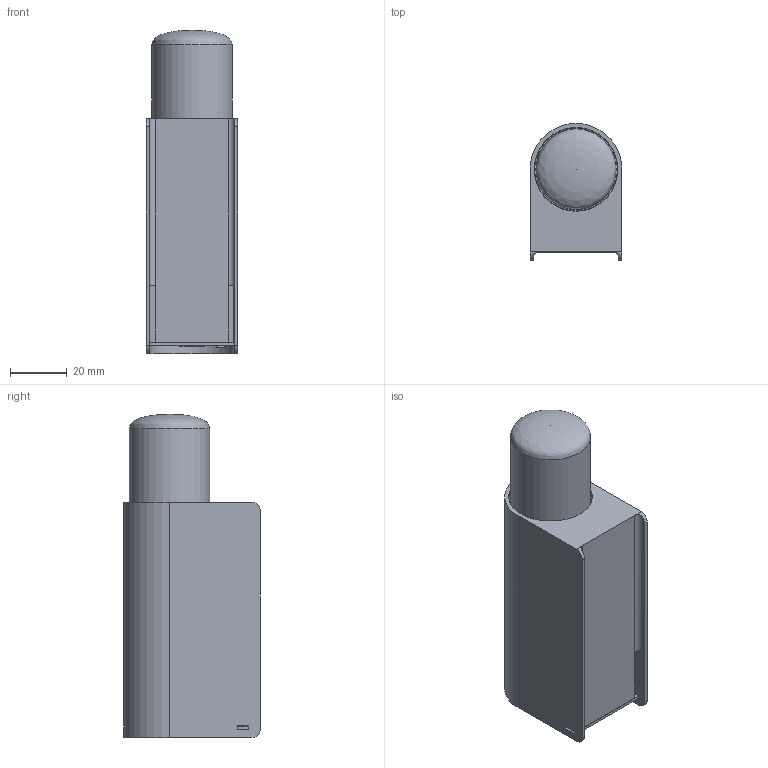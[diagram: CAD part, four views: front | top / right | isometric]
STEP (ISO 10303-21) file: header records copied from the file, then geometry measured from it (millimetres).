
FILE_DESCRIPTION(/* description */ (''),/* implementation_level */ '2;1');
FILE_NAME(/* name */ 'Dekatron v12.step',/* time_stamp */ '2023-11-16T23:21:15+08:00',/* author */ (''),/* organization */ (''),/* preprocessor_version */ 'ST-DEVELOPER v20',/* originating_system */ 'Autodesk Translation Framework v12.9.0.99',/* authorisation */ '');
FILE_SCHEMA (('AUTOMOTIVE_DESIGN { 1 0 10303 214 3 1 1 }'));
Length unit declared in the file: millimetre
Products named in the file (1): Dekatron
Bounding box: 32.4 x 48.2 x 113.8 mm (x, y, z)
Volume: 83285.9 mm3; surface area: 47333.8 mm2
Topology: 5 solids, 5 shells, 234 faces, 615 edges, 404 vertices
Faces by surface type: plane 158, cylinder 66, torus 9, bspline 1
Full cylindrical faces by diameter (mm): 2.3 x8, 2.5 x22, 28.3 x1, 29.15 x1, 29.5 x1
Entity records: 7400 total; most frequent: CARTESIAN_POINT 1321, DIRECTION 1237, ORIENTED_EDGE 1228, EDGE_CURVE 614, LINE 453, VECTOR 453, VERTEX_POINT 404, AXIS2_PLACEMENT_3D 392
